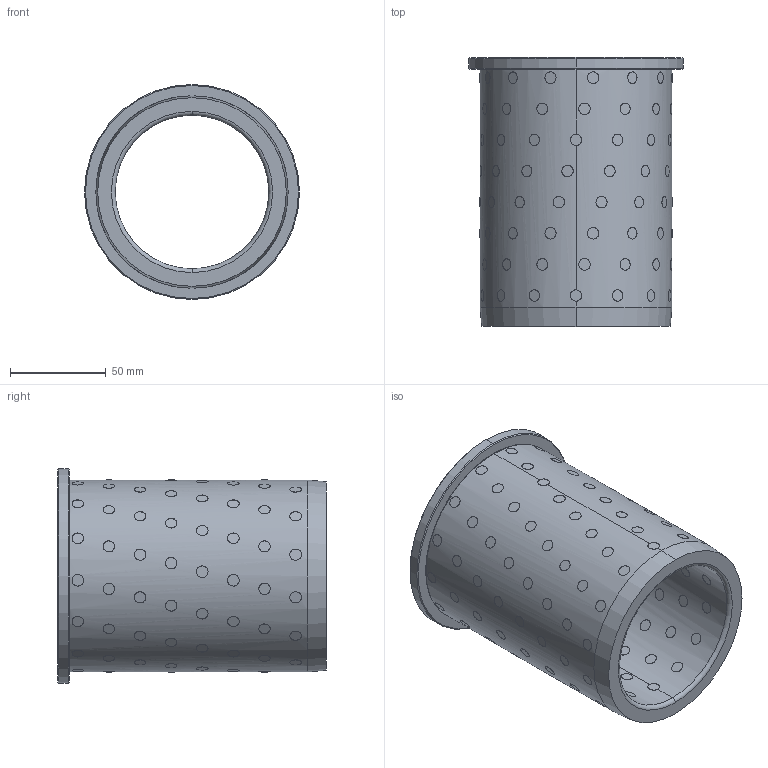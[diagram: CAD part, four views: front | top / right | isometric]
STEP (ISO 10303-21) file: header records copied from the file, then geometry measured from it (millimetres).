
FILE_DESCRIPTION (( 'STEP AP214' ), '1' );
FILE_NAME ('JUM-PAD-D80-L140.STEP', '2021-10-19T02:43:57', ( '' ), ( '' ), 'SwSTEP 2.0', 'SolidWorks 2016', '' );
FILE_SCHEMA (( 'AUTOMOTIVE_DESIGN' ));
Length unit declared in the file: millimetre
Products named in the file (117): ʯī-L10; JUM-PAD-D80-L140; JNM-PAD-D80-L140
Assembly tree (114 placements, depth 2):
  ʯī-L10
  ʯī-L10
  ʯī-L10
  ʯī-L10
  JUM-PAD-D80-L140
    JNM-PAD-D80-L140
    ʯī-L10  x112
Bounding box: 112 x 140 x 112 mm (x, y, z)
Volume: 404942.3 mm3; surface area: 130232.3 mm2
Topology: 113 solids, 113 shells, 697 faces, 1419 edges, 942 vertices
Faces by surface type: cylinder 456, plane 227, cone 10, torus 4
Entity records: 24797 total; most frequent: CARTESIAN_POINT 15981, ORIENTED_EDGE 1504, DIRECTION 1070, EDGE_CURVE 752, VERTEX_POINT 496, EDGE_LOOP 472, B_SPLINE_CURVE_WITH_KNOTS 465, AXIS2_PLACEMENT_3D 409
